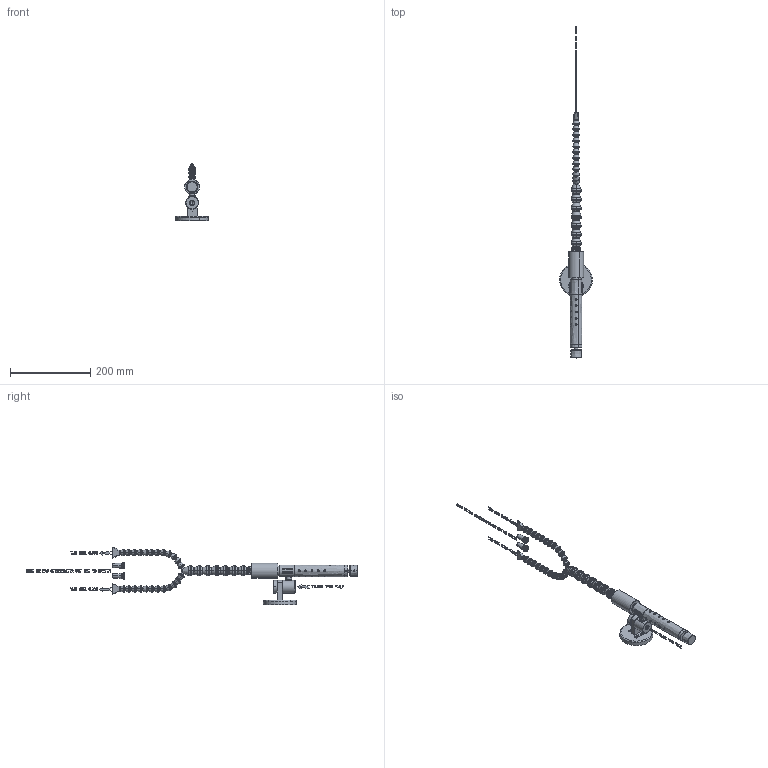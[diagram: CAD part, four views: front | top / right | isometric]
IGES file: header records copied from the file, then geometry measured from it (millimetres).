
Start section: START RECORD GO HERE.
Global section: file name: Adjustable Spot Cooler with DPH.igs; native system: DASSAULT SYSTEMES CATIA V5 R20 - www.3ds.com; preprocessor: CATIA Version 5 Release 20 ; author: Chirag Shah; organization: INTRITECH; date: 20190719.165618; units: millimetre
Bounding box: 81.48 x 826.88 x 144.07 mm (x, y, z)
Volume: 300101.8 mm3; surface area: 158223.5 mm2
Topology: 112 solids, 113 shells, 4114 faces, 10666 edges, 6465 vertices
Faces by surface type: plane 2229, revolution 1586, bspline 153, extrusion 146
